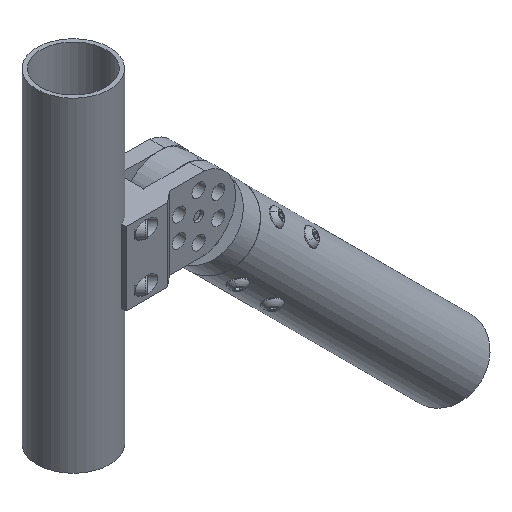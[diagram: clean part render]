
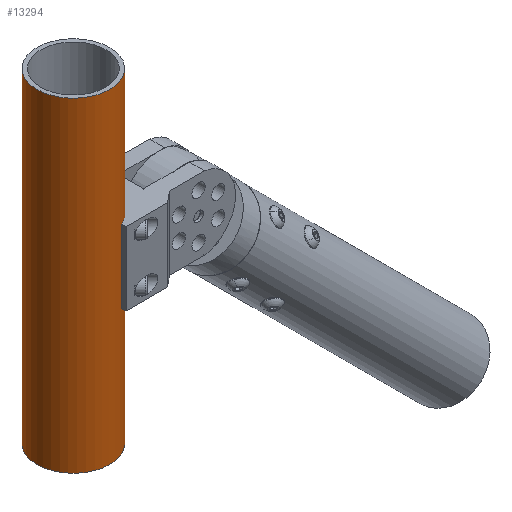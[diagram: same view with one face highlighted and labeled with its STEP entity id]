
A CAD part, isometric view. The second image highlights one B-rep face of the part: STEP entity #13294.
In plain terms, the highlighted cylindrical face has radius 14.224 mm (diameter 28.448 mm), a full revolution.
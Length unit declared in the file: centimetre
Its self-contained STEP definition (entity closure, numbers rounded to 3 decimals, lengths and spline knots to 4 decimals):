
#3777=CIRCLE('',#14094,1.4224);
#3778=CIRCLE('',#14095,1.4224);
#4373=VERTEX_POINT('',#24906);
#4374=VERTEX_POINT('',#24908);
#5801=EDGE_CURVE('',#4373,#4373,#3777,.T.);
#5802=EDGE_CURVE('',#4374,#4374,#3778,.T.);
#7907=ORIENTED_EDGE('',*,*,#5801,.T.);
#7908=ORIENTED_EDGE('',*,*,#5802,.T.);
#11441=EDGE_LOOP('',(#7907));
#11442=EDGE_LOOP('',(#7908));
#12403=FACE_BOUND('',#11441,.T.);
#12404=FACE_BOUND('',#11442,.T.);
#13294=ADVANCED_FACE('',(#12403,#12404),#36687,.T.);
#14093=AXIS2_PLACEMENT_3D('',#24904,#15318,#15319);
#14094=AXIS2_PLACEMENT_3D('',#24905,#15320,#15321);
#14095=AXIS2_PLACEMENT_3D('',#24907,#15322,#15323);
#15318=DIRECTION('',(1.,0.,0.));
#15319=DIRECTION('',(0.,0.,-1.422));
#15320=DIRECTION('',(-1.,0.,0.));
#15321=DIRECTION('',(0.,0.,-1.422));
#15322=DIRECTION('',(1.,0.,0.));
#15323=DIRECTION('',(0.,0.,-1.422));
#24904=CARTESIAN_POINT('',(4.1402,0.,0.));
#24905=CARTESIAN_POINT('',(16.8402,0.,0.));
#24906=CARTESIAN_POINT('',(16.8402,0.,-1.4224));
#24907=CARTESIAN_POINT('',(4.1402,0.,0.));
#24908=CARTESIAN_POINT('',(4.1402,0.,-1.4224));
#36687=CYLINDRICAL_SURFACE('',#14093,1.4224);
